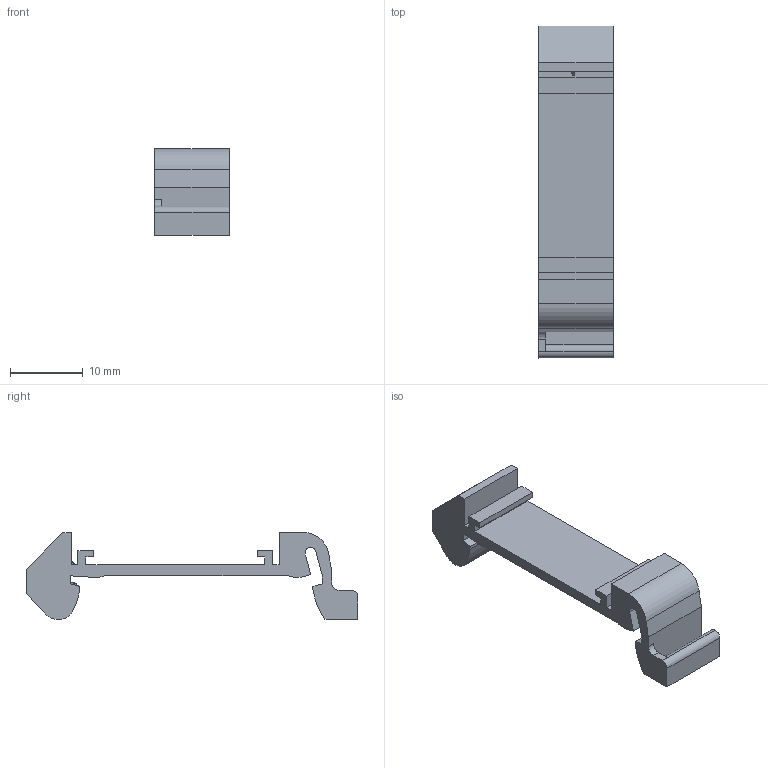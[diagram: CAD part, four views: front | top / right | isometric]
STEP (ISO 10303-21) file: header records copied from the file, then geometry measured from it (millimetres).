
FILE_DESCRIPTION(('Creo Elements/Direct Modeling STEP Export'),'2;1');
FILE_NAME('model.stp','2018-03-28T14:42:05',(''),(''),'Creo Elements/Direct Modeling STEP processor for AP214 (Solid Model)','Creo Elements/Direct Modeling 18.1I 14-Aug-2016 (C) Parametric Technology GmbH','');
FILE_SCHEMA(('AUTOMOTIVE_DESIGN { 1 0 10303 214 1 1 1 1 }'));
Length unit declared in the file: millimetre
Products named in the file (2): PTFIX_NS35A_FIX-select
Assembly tree (1 placements, depth 2):
  PTFIX_NS35A_FIX-select
    PTFIX_NS35A_FIX-select
Bounding box: 10.3 x 45.7 x 11.95 mm (x, y, z)
Volume: 1667.9 mm3; surface area: 1923 mm2
Topology: 1 solids, 1 shells, 62 faces, 182 edges, 122 vertices
Faces by surface type: plane 52, cylinder 10
Entity records: 2589 total; most frequent: CARTESIAN_POINT 383, ORIENTED_EDGE 364, DIRECTION 327, EDGE_CURVE 182, VECTOR 157, LINE 157, VERTEX_POINT 122, AXIS2_PLACEMENT_3D 85
